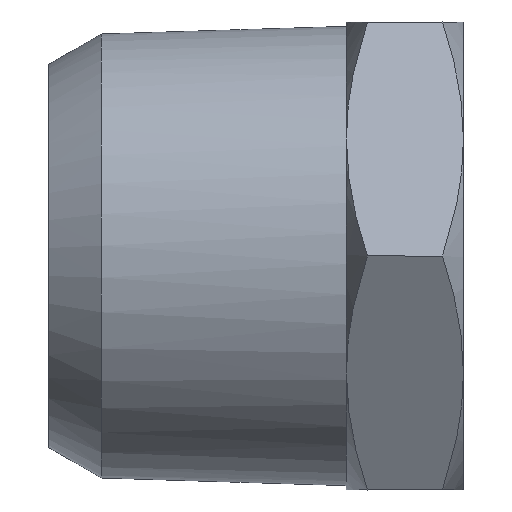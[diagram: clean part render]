
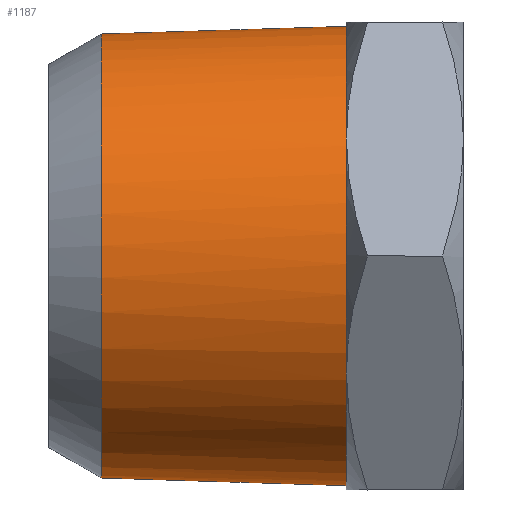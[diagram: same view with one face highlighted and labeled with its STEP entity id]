
A CAD part, left-side view. The second image highlights one B-rep face of the part: STEP entity #1187.
In plain terms, the highlighted free-form (B-spline) face has degree [1, 3] with [2, 4] control points.
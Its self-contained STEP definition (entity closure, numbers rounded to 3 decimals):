
#21 = B_SPLINE_CURVE_WITH_KNOTS ( 'NONE', 3,
 ( #1348, #73, #1492, #1641, #1625, #365, #1213, #789, #927, #222, #666, #1636, #84, #371, #1489, #362, #944, #505, #656, #1357, #1353, #1487, #1768, #1776, #510, #1764, #1759, #935, #1500, #64, #516, #1227, #1073, #1363 ),
 .UNSPECIFIED., .F., .F.,
 ( 4, 2, 2, 2, 2, 2, 2, 2, 2, 2, 2, 2, 2, 2, 2, 2, 4 ),
 ( 0., 0.196, 0.393, 0.589, 0.785, 0.982, 1.178, 1.374, 1.571, 1.767, 1.963, 2.16, 2.356, 2.553, 2.749, 2.945, 3.142 ),
 .UNSPECIFIED. ) ;
#40 = EDGE_CURVE ( 'NONE', #463, #1330, #1310, .T. ) ;
#64 = CARTESIAN_POINT ( 'NONE',  ( -3.476, 5.5, -10.244 ) ) ;
#73 = CARTESIAN_POINT ( 'NONE',  ( -0.709, 5.5, 10.795 ) ) ;
#84 = CARTESIAN_POINT ( 'NONE',  ( -9.702, 5.5, 4.786 ) ) ;
#98 = CARTESIAN_POINT ( 'NONE',  ( 0., 5.5, -10.795 ) ) ;
#117 = ORIENTED_EDGE ( 'NONE', *, *, #40, .F. ) ;
#140 = EDGE_LOOP ( 'NONE', ( #440, #187, #957, #117 ) ) ;
#175 = CARTESIAN_POINT ( 'NONE',  ( 0., 5.5, -10.795 ) ) ;
#187 = ORIENTED_EDGE ( 'NONE', *, *, #1469, .F. ) ;
#222 = CARTESIAN_POINT ( 'NONE',  ( -8.134, 5.5, 7.132 ) ) ;
#293 = CARTESIAN_POINT ( 'NONE',  ( 0., 5.5, -10.795 ) ) ;
#362 = CARTESIAN_POINT ( 'NONE',  ( -10.726, 5.5, 1.411 ) ) ;
#365 = CARTESIAN_POINT ( 'NONE',  ( -4.786, 5.5, 9.702 ) ) ;
#371 = CARTESIAN_POINT ( 'NONE',  ( -10.244, 5.5, 3.476 ) ) ;
#429 = CARTESIAN_POINT ( 'NONE',  ( 0., 17.015, -10.435 ) ) ;
#440 = ORIENTED_EDGE ( 'NONE', *, *, #1370, .F. ) ;
#463 = VERTEX_POINT ( 'NONE', #1367 ) ;
#505 = CARTESIAN_POINT ( 'NONE',  ( -10.795, 5.5, -0.709 ) ) ;
#510 = CARTESIAN_POINT ( 'NONE',  ( -8.134, 5.5, -7.132 ) ) ;
#516 = CARTESIAN_POINT ( 'NONE',  ( -2.801, 5.5, -10.449 ) ) ;
#542 = CARTESIAN_POINT ( 'NONE',  ( 0., 5.5, 10.795 ) ) ;
#560 = CARTESIAN_POINT ( 'NONE',  ( 0., 17.015, 10.435 ) ) ;
#562 = B_SPLINE_CURVE_WITH_KNOTS ( 'NONE', 1,
 ( #175, #743 ),
 .UNSPECIFIED., .F., .F.,
 ( 2, 2 ),
 ( -1., 0. ),
 .UNSPECIFIED. ) ;
#563 = CARTESIAN_POINT ( 'NONE',  ( -20.87, 17.015, -10.435 ) ) ;
#582 = CARTESIAN_POINT ( 'NONE',  ( -20.87, 17.015, -10.435 ) ) ;
#656 = CARTESIAN_POINT ( 'NONE',  ( -10.726, 5.5, -1.411 ) ) ;
#666 = CARTESIAN_POINT ( 'NONE',  ( -8.582, 5.5, 6.587 ) ) ;
#697 = EDGE_CURVE ( 'NONE', #1330, #1238, #21, .T. ) ;
#743 = CARTESIAN_POINT ( 'NONE',  ( 0., 17.015, -10.435 ) ) ;
#762 =( BOUNDED_SURFACE ( )  B_SPLINE_SURFACE ( 1, 3, ( 
 ( #1677, #843, #563, #982 ),
 ( #542, #961, #1519, #98 ) ),
 .UNSPECIFIED., .F., .F., .T. ) 
 B_SPLINE_SURFACE_WITH_KNOTS ( ( 2, 2 ),
 ( 4, 4 ),
 ( 0., 1. ),
 ( 0., 1. ),
 .UNSPECIFIED. ) 
 GEOMETRIC_REPRESENTATION_ITEM ( )  RATIONAL_B_SPLINE_SURFACE ( (
 ( 1., 0.333, 0.333, 1.),
 ( 1., 0.333, 0.333, 1.) ) ) 
 REPRESENTATION_ITEM ( '' )  SURFACE ( )  );
#789 = CARTESIAN_POINT ( 'NONE',  ( -6.587, 5.5, 8.582 ) ) ;
#843 = CARTESIAN_POINT ( 'NONE',  ( -20.87, 17.015, 10.435 ) ) ;
#896 =( BOUNDED_CURVE ( )  B_SPLINE_CURVE ( 3, ( #1425, #582, #1547, #1695 ),
 .UNSPECIFIED., .F., .F. ) 
 B_SPLINE_CURVE_WITH_KNOTS ( ( 4, 4 ),
 ( -3.142, 0. ),
 .UNSPECIFIED. ) 
 CURVE ( )  GEOMETRIC_REPRESENTATION_ITEM ( )  RATIONAL_B_SPLINE_CURVE ( ( 1., 0.333, 0.333, 1. ) ) 
 REPRESENTATION_ITEM ( '' )  );
#927 = CARTESIAN_POINT ( 'NONE',  ( -7.132, 5.5, 8.134 ) ) ;
#935 = CARTESIAN_POINT ( 'NONE',  ( -5.408, 5.5, -9.369 ) ) ;
#944 = CARTESIAN_POINT ( 'NONE',  ( -10.795, 5.5, 0.709 ) ) ;
#957 = ORIENTED_EDGE ( 'NONE', *, *, #697, .F. ) ;
#961 = CARTESIAN_POINT ( 'NONE',  ( -21.59, 5.5, 10.795 ) ) ;
#982 = CARTESIAN_POINT ( 'NONE',  ( 0., 17.015, -10.435 ) ) ;
#990 = FACE_OUTER_BOUND ( 'NONE', #140, .T. ) ;
#1073 = CARTESIAN_POINT ( 'NONE',  ( -0.709, 5.5, -10.795 ) ) ;
#1187 = ADVANCED_FACE ( 'NONE', ( #990 ), #762, .F. ) ;
#1213 = CARTESIAN_POINT ( 'NONE',  ( -5.408, 5.5, 9.369 ) ) ;
#1227 = CARTESIAN_POINT ( 'NONE',  ( -1.411, 5.5, -10.726 ) ) ;
#1238 = VERTEX_POINT ( 'NONE', #293 ) ;
#1277 = CARTESIAN_POINT ( 'NONE',  ( 0., 5.5, 10.795 ) ) ;
#1305 = CARTESIAN_POINT ( 'NONE',  ( 0., 5.5, 10.795 ) ) ;
#1310 = B_SPLINE_CURVE_WITH_KNOTS ( 'NONE', 1,
 ( #560, #1277 ),
 .UNSPECIFIED., .F., .F.,
 ( 2, 2 ),
 ( -1., 0. ),
 .UNSPECIFIED. ) ;
#1330 = VERTEX_POINT ( 'NONE', #1305 ) ;
#1348 = CARTESIAN_POINT ( 'NONE',  ( 0., 5.5, 10.795 ) ) ;
#1353 = CARTESIAN_POINT ( 'NONE',  ( -10.244, 5.5, -3.476 ) ) ;
#1357 = CARTESIAN_POINT ( 'NONE',  ( -10.449, 5.5, -2.801 ) ) ;
#1361 = VERTEX_POINT ( 'NONE', #429 ) ;
#1363 = CARTESIAN_POINT ( 'NONE',  ( 0., 5.5, -10.795 ) ) ;
#1367 = CARTESIAN_POINT ( 'NONE',  ( 0., 17.015, 10.435 ) ) ;
#1370 = EDGE_CURVE ( 'NONE', #1361, #463, #896, .T. ) ;
#1425 = CARTESIAN_POINT ( 'NONE',  ( 0., 17.015, -10.435 ) ) ;
#1469 = EDGE_CURVE ( 'NONE', #1238, #1361, #562, .T. ) ;
#1487 = CARTESIAN_POINT ( 'NONE',  ( -9.702, 5.5, -4.786 ) ) ;
#1489 = CARTESIAN_POINT ( 'NONE',  ( -10.449, 5.5, 2.801 ) ) ;
#1492 = CARTESIAN_POINT ( 'NONE',  ( -1.411, 5.5, 10.726 ) ) ;
#1500 = CARTESIAN_POINT ( 'NONE',  ( -4.786, 5.5, -9.702 ) ) ;
#1519 = CARTESIAN_POINT ( 'NONE',  ( -21.59, 5.5, -10.795 ) ) ;
#1547 = CARTESIAN_POINT ( 'NONE',  ( -20.87, 17.015, 10.435 ) ) ;
#1625 = CARTESIAN_POINT ( 'NONE',  ( -3.476, 5.5, 10.244 ) ) ;
#1636 = CARTESIAN_POINT ( 'NONE',  ( -9.369, 5.5, 5.408 ) ) ;
#1641 = CARTESIAN_POINT ( 'NONE',  ( -2.801, 5.5, 10.449 ) ) ;
#1677 = CARTESIAN_POINT ( 'NONE',  ( 0., 17.015, 10.435 ) ) ;
#1695 = CARTESIAN_POINT ( 'NONE',  ( 0., 17.015, 10.435 ) ) ;
#1759 = CARTESIAN_POINT ( 'NONE',  ( -6.587, 5.5, -8.582 ) ) ;
#1764 = CARTESIAN_POINT ( 'NONE',  ( -7.132, 5.5, -8.134 ) ) ;
#1768 = CARTESIAN_POINT ( 'NONE',  ( -9.369, 5.5, -5.408 ) ) ;
#1776 = CARTESIAN_POINT ( 'NONE',  ( -8.582, 5.5, -6.587 ) ) ;
